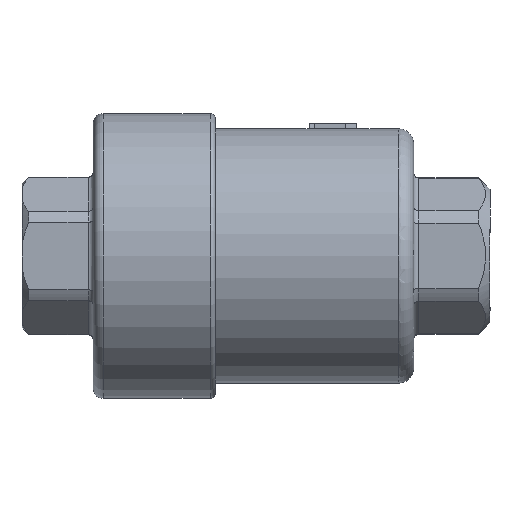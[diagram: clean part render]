
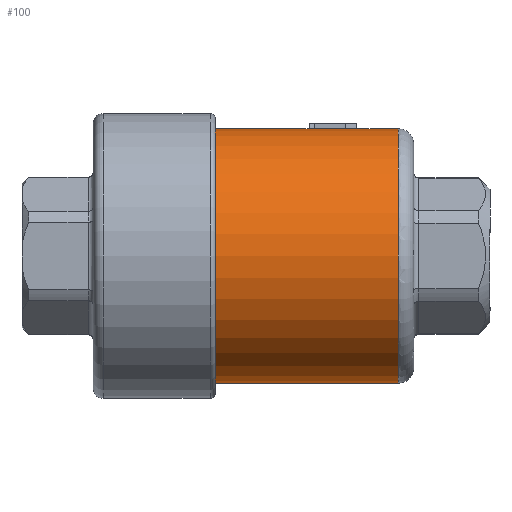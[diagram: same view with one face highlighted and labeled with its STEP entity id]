
A CAD part, left-side view. The second image highlights one B-rep face of the part: STEP entity #100.
In plain terms, the highlighted cylindrical face has radius 12.5 mm (diameter 25 mm), a partial arc.
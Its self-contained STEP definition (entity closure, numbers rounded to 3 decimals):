
#8 = CARTESIAN_POINT ( 'NONE',  ( 0., -20.908, 12.5 ) ) ;
#77 = CARTESIAN_POINT ( 'NONE',  ( -0.281, -19.818, 12.497 ) ) ;
#100 = ADVANCED_FACE ( 'NONE', ( #5763 ), #5764, .T. ) ;
#121 = VERTEX_POINT ( 'NONE', #5056 ) ;
#132 = VERTEX_POINT ( 'NONE', #5052 ) ;
#137 = VERTEX_POINT ( 'NONE', #5111 ) ;
#146 = VERTEX_POINT ( 'NONE', #5042 ) ;
#150 = VERTEX_POINT ( 'NONE', #5067 ) ;
#155 = VERTEX_POINT ( 'NONE', #5045 ) ;
#159 = VERTEX_POINT ( 'NONE', #5107 ) ;
#162 = VERTEX_POINT ( 'NONE', #5038 ) ;
#255 = VERTEX_POINT ( 'NONE', #8 ) ;
#912 = LINE ( 'NONE', #3783, #914 ) ;
#914 = VECTOR ( 'NONE', #3784, 1000. ) ;
#921 = LINE ( 'NONE', #3832, #923 ) ;
#923 = VECTOR ( 'NONE', #3833, 1000. ) ;
#957 = CIRCLE ( 'NONE', #2306, 12.5 ) ;
#1004 = CIRCLE ( 'NONE', #2296, 12.5 ) ;
#1195 = CARTESIAN_POINT ( 'NONE',  ( 0., -6.6, 12.5 ) ) ;
#1196 = DIRECTION ( 'NONE',  ( 0., -1., 0. ) ) ;
#1200 = CARTESIAN_POINT ( 'NONE',  ( 0., -20.908, 12.5 ) ) ;
#1201 = CARTESIAN_POINT ( 'NONE',  ( -0.001, -20.91, 12.5 ) ) ;
#1202 = CARTESIAN_POINT ( 'NONE',  ( -0.002, -20.912, 12.5 ) ) ;
#1203 = CARTESIAN_POINT ( 'NONE',  ( -0.003, -20.914, 12.5 ) ) ;
#1783 = CARTESIAN_POINT ( 'NONE',  ( 0., -6.6, -12.5 ) ) ;
#1784 = DIRECTION ( 'NONE',  ( 0., -1., 0. ) ) ;
#1933 = VERTEX_POINT ( 'NONE', #77 ) ;
#1979 = VERTEX_POINT ( 'NONE', #2023 ) ;
#1981 = VERTEX_POINT ( 'NONE', #2091 ) ;
#2023 = CARTESIAN_POINT ( 'NONE',  ( -0.519, -19.818, 12.489 ) ) ;
#2091 = CARTESIAN_POINT ( 'NONE',  ( 0., -7., -12.5 ) ) ;
#2133 = ORIENTED_EDGE ( 'NONE', *, *, #4354, .T. ) ;
#2134 = ORIENTED_EDGE ( 'NONE', *, *, #4253, .T. ) ;
#2135 = ORIENTED_EDGE ( 'NONE', *, *, #4317, .T. ) ;
#2136 = ORIENTED_EDGE ( 'NONE', *, *, #4459, .F. ) ;
#2137 = ORIENTED_EDGE ( 'NONE', *, *, #4461, .T. ) ;
#2138 = ORIENTED_EDGE ( 'NONE', *, *, #4270, .T. ) ;
#2139 = ORIENTED_EDGE ( 'NONE', *, *, #4288, .T. ) ;
#2140 = ORIENTED_EDGE ( 'NONE', *, *, #4271, .T. ) ;
#2141 = ORIENTED_EDGE ( 'NONE', *, *, #4275, .T. ) ;
#2142 = ORIENTED_EDGE ( 'NONE', *, *, #4360, .T. ) ;
#2143 = ORIENTED_EDGE ( 'NONE', *, *, #4289, .T. ) ;
#2144 = ORIENTED_EDGE ( 'NONE', *, *, #4283, .F. ) ;
#2296 = AXIS2_PLACEMENT_3D ( 'NONE', #5657, #5658, #5659 ) ;
#2306 = AXIS2_PLACEMENT_3D ( 'NONE', #3978, #3979, #3980 ) ;
#3293 = LINE ( 'NONE', #1195, #3294 ) ;
#3294 = VECTOR ( 'NONE', #1196, 1000. ) ;
#3779 = CARTESIAN_POINT ( 'NONE',  ( -0.003, -20.914, 12.5 ) ) ;
#3780 = CARTESIAN_POINT ( 'NONE',  ( -0.175, -20.549, 12.5 ) ) ;
#3781 = CARTESIAN_POINT ( 'NONE',  ( -0.347, -20.183, 12.496 ) ) ;
#3782 = CARTESIAN_POINT ( 'NONE',  ( -0.519, -19.818, 12.489 ) ) ;
#3783 = CARTESIAN_POINT ( 'NONE',  ( -0.281, -15.8, 12.497 ) ) ;
#3784 = DIRECTION ( 'NONE',  ( 0., 1., 0. ) ) ;
#3803 = CARTESIAN_POINT ( 'NONE',  ( -0.281, -16.736, 12.497 ) ) ;
#3804 = CARTESIAN_POINT ( 'NONE',  ( -0.348, -16.572, 12.495 ) ) ;
#3805 = CARTESIAN_POINT ( 'NONE',  ( -0.415, -16.407, 12.493 ) ) ;
#3806 = CARTESIAN_POINT ( 'NONE',  ( -0.482, -16.243, 12.491 ) ) ;
#3832 = CARTESIAN_POINT ( 'NONE',  ( 0., -6.6, 12.5 ) ) ;
#3833 = DIRECTION ( 'NONE',  ( 0., -1., 0. ) ) ;
#3845 = CARTESIAN_POINT ( 'NONE',  ( -0.519, -19.818, 12.489 ) ) ;
#3846 = CARTESIAN_POINT ( 'NONE',  ( -0.44, -19.818, 12.493 ) ) ;
#3847 = CARTESIAN_POINT ( 'NONE',  ( -0.361, -19.818, 12.495 ) ) ;
#3848 = CARTESIAN_POINT ( 'NONE',  ( -0.281, -19.818, 12.497 ) ) ;
#3849 = CARTESIAN_POINT ( 'NONE',  ( -0.003, -16.51, 12.5 ) ) ;
#3850 = CARTESIAN_POINT ( 'NONE',  ( -0.002, -16.509, 12.5 ) ) ;
#3851 = CARTESIAN_POINT ( 'NONE',  ( -0.001, -16.509, 12.5 ) ) ;
#3852 = CARTESIAN_POINT ( 'NONE',  ( 0., -16.508, 12.5 ) ) ;
#3978 = CARTESIAN_POINT ( 'NONE',  ( 0., -25., 0. ) ) ;
#3979 = DIRECTION ( 'NONE',  ( 0., 1., 0. ) ) ;
#3980 = DIRECTION ( 'NONE',  ( -1., 0., 0. ) ) ;
#4253 = EDGE_CURVE ( 'NONE', #1981, #137, #5573, .T. ) ;
#4270 = EDGE_CURVE ( 'NONE', #155, #1979, #5149, .T. ) ;
#4271 = EDGE_CURVE ( 'NONE', #1933, #121, #912, .T. ) ;
#4275 = EDGE_CURVE ( 'NONE', #121, #150, #5146, .T. ) ;
#4283 = EDGE_CURVE ( 'NONE', #146, #162, #921, .T. ) ;
#4288 = EDGE_CURVE ( 'NONE', #1979, #1933, #5140, .T. ) ;
#4289 = EDGE_CURVE ( 'NONE', #159, #162, #5139, .T. ) ;
#4317 = EDGE_CURVE ( 'NONE', #137, #132, #957, .T. ) ;
#4354 = EDGE_CURVE ( 'NONE', #146, #1981, #1004, .T. ) ;
#4360 = EDGE_CURVE ( 'NONE', #150, #159, #5118, .T. ) ;
#4459 = EDGE_CURVE ( 'NONE', #255, #132, #3293, .T. ) ;
#4461 = EDGE_CURVE ( 'NONE', #255, #155, #4956, .T. ) ;
#4506 = EDGE_LOOP ( 'NONE', ( #2133, #2134, #2135, #2136, #2137, #2138, #2139, #2140, #2141, #2142, #2143, #2144 ) ) ;
#4956 = B_SPLINE_CURVE_WITH_KNOTS ( 'NONE', 3,
 ( #1200, #1201, #1202, #1203 ),
 .UNSPECIFIED., .F., .F.,
 ( 4, 4 ),
 ( 0., 1. ),
 .UNSPECIFIED. ) ;
#5019 = CARTESIAN_POINT ( 'NONE',  ( 0., -6.6, 0. ) ) ;
#5038 = CARTESIAN_POINT ( 'NONE',  ( 0., -16.508, 12.5 ) ) ;
#5042 = CARTESIAN_POINT ( 'NONE',  ( 0., -7., 12.5 ) ) ;
#5045 = CARTESIAN_POINT ( 'NONE',  ( -0.003, -20.914, 12.5 ) ) ;
#5047 = DIRECTION ( 'NONE',  ( 0., 0., 1. ) ) ;
#5052 = CARTESIAN_POINT ( 'NONE',  ( 0., -25., 12.5 ) ) ;
#5055 = DIRECTION ( 'NONE',  ( 0., -1., 0. ) ) ;
#5056 = CARTESIAN_POINT ( 'NONE',  ( -0.281, -16.736, 12.497 ) ) ;
#5067 = CARTESIAN_POINT ( 'NONE',  ( -0.482, -16.243, 12.491 ) ) ;
#5107 = CARTESIAN_POINT ( 'NONE',  ( -0.003, -16.51, 12.5 ) ) ;
#5111 = CARTESIAN_POINT ( 'NONE',  ( 0., -25., -12.5 ) ) ;
#5118 = B_SPLINE_CURVE_WITH_KNOTS ( 'NONE', 3,
 ( #5672, #5673, #5674, #5675 ),
 .UNSPECIFIED., .F., .F.,
 ( 4, 4 ),
 ( 0., 1. ),
 .UNSPECIFIED. ) ;
#5139 = B_SPLINE_CURVE_WITH_KNOTS ( 'NONE', 3,
 ( #3849, #3850, #3851, #3852 ),
 .UNSPECIFIED., .F., .F.,
 ( 4, 4 ),
 ( 0., 1. ),
 .UNSPECIFIED. ) ;
#5140 = B_SPLINE_CURVE_WITH_KNOTS ( 'NONE', 3,
 ( #3845, #3846, #3847, #3848 ),
 .UNSPECIFIED., .F., .F.,
 ( 4, 4 ),
 ( 0., 1. ),
 .UNSPECIFIED. ) ;
#5146 = B_SPLINE_CURVE_WITH_KNOTS ( 'NONE', 3,
 ( #3803, #3804, #3805, #3806 ),
 .UNSPECIFIED., .F., .F.,
 ( 4, 4 ),
 ( 0., 1. ),
 .UNSPECIFIED. ) ;
#5149 = B_SPLINE_CURVE_WITH_KNOTS ( 'NONE', 3,
 ( #3779, #3780, #3781, #3782 ),
 .UNSPECIFIED., .F., .F.,
 ( 4, 4 ),
 ( 0., 1. ),
 .UNSPECIFIED. ) ;
#5161 = AXIS2_PLACEMENT_3D ( 'NONE', #5019, #5055, #5047 ) ;
#5573 = LINE ( 'NONE', #1783, #5574 ) ;
#5574 = VECTOR ( 'NONE', #1784, 1000. ) ;
#5657 = CARTESIAN_POINT ( 'NONE',  ( 0., -7., 0. ) ) ;
#5658 = DIRECTION ( 'NONE',  ( 0., -1., 0. ) ) ;
#5659 = DIRECTION ( 'NONE',  ( 0., 0., 1. ) ) ;
#5672 = CARTESIAN_POINT ( 'NONE',  ( -0.482, -16.243, 12.491 ) ) ;
#5673 = CARTESIAN_POINT ( 'NONE',  ( -0.323, -16.332, 12.497 ) ) ;
#5674 = CARTESIAN_POINT ( 'NONE',  ( -0.163, -16.421, 12.5 ) ) ;
#5675 = CARTESIAN_POINT ( 'NONE',  ( -0.003, -16.51, 12.5 ) ) ;
#5763 = FACE_OUTER_BOUND ( 'NONE', #4506, .T. ) ;
#5764 = CYLINDRICAL_SURFACE ( 'NONE', #5161, 12.5 ) ;
